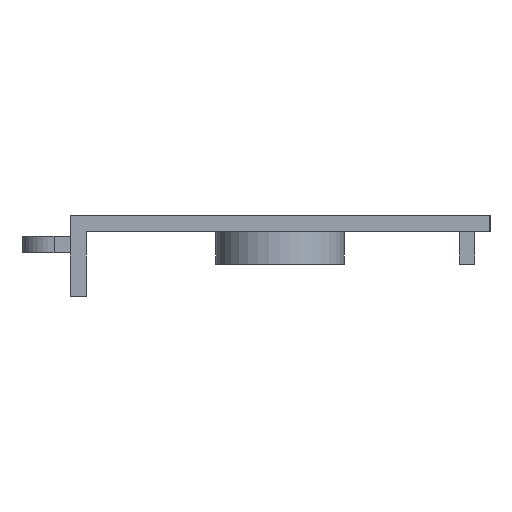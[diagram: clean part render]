
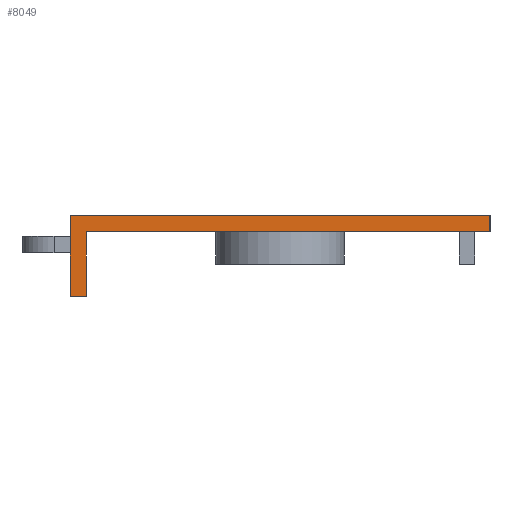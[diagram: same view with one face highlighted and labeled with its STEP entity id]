
A CAD part, left-side view. The second image highlights one B-rep face of the part: STEP entity #8049.
In plain terms, the highlighted planar face has unit normal (-1, 0, 0).
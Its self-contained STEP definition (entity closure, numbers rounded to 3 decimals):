
#618=ORIENTED_EDGE('',*,*,#2929,.F.);
#619=ORIENTED_EDGE('',*,*,#2928,.F.);
#620=ORIENTED_EDGE('',*,*,#2930,.T.);
#621=ORIENTED_EDGE('',*,*,#2584,.T.);
#622=ORIENTED_EDGE('',*,*,#2931,.F.);
#623=ORIENTED_EDGE('',*,*,#2932,.T.);
#2584=EDGE_CURVE('',#3745,#3744,#4529,.T.);
#2928=EDGE_CURVE('',#4079,#4078,#4826,.T.);
#2929=EDGE_CURVE('',#4078,#4080,#4827,.T.);
#2930=EDGE_CURVE('',#4079,#3745,#4828,.T.);
#2931=EDGE_CURVE('',#4081,#3744,#4829,.T.);
#2932=EDGE_CURVE('',#4081,#4080,#4830,.T.);
#3744=VERTEX_POINT('',#11076);
#3745=VERTEX_POINT('',#11078);
#4078=VERTEX_POINT('',#12065);
#4079=VERTEX_POINT('',#12067);
#4080=VERTEX_POINT('',#12071);
#4081=VERTEX_POINT('',#12074);
#4529=LINE('',#11077,#5538);
#4826=LINE('',#12068,#5835);
#4827=LINE('',#12070,#5836);
#4828=LINE('',#12072,#5837);
#4829=LINE('',#12073,#5838);
#4830=LINE('',#12075,#5839);
#5538=VECTOR('',#9034,1000.);
#5835=VECTOR('',#9417,1000.);
#5836=VECTOR('',#9420,1000.);
#5837=VECTOR('',#9421,1000.);
#5838=VECTOR('',#9422,1000.);
#5839=VECTOR('',#9423,1000.);
#6590=EDGE_LOOP('',(#618,#619,#620,#621,#622,#623));
#7147=FACE_BOUND('',#6590,.T.);
#7669=PLANE('',#8546);
#8049=ADVANCED_FACE('',(#7147),#7669,.T.);
#8546=AXIS2_PLACEMENT_3D('',#12069,#9418,#9419);
#9034=DIRECTION('',(0.,0.,-1.));
#9417=DIRECTION('',(0.,0.,-1.));
#9418=DIRECTION('',(-1.,0.,0.));
#9419=DIRECTION('',(0.,-1.,0.));
#9420=DIRECTION('',(0.,1.,0.));
#9421=DIRECTION('',(0.,1.,0.));
#9422=DIRECTION('',(0.,1.,0.));
#9423=DIRECTION('',(0.,0.,1.));
#11076=CARTESIAN_POINT('',(-24.328,32.088,-6.172));
#11077=CARTESIAN_POINT('',(-24.328,32.088,1.765));
#11078=CARTESIAN_POINT('',(-24.328,32.088,1.765));
#12065=CARTESIAN_POINT('',(-24.328,-9.525,0.178));
#12067=CARTESIAN_POINT('',(-24.328,-9.525,1.765));
#12068=CARTESIAN_POINT('',(-24.328,-9.525,1.765));
#12069=CARTESIAN_POINT('',(-24.328,32.088,1.765));
#12070=CARTESIAN_POINT('',(-24.328,32.088,0.178));
#12071=CARTESIAN_POINT('',(-24.328,30.501,0.178));
#12072=CARTESIAN_POINT('',(-24.328,32.088,1.765));
#12073=CARTESIAN_POINT('',(-24.328,30.501,-6.172));
#12074=CARTESIAN_POINT('',(-24.328,30.501,-6.172));
#12075=CARTESIAN_POINT('',(-24.328,30.501,-6.172));
